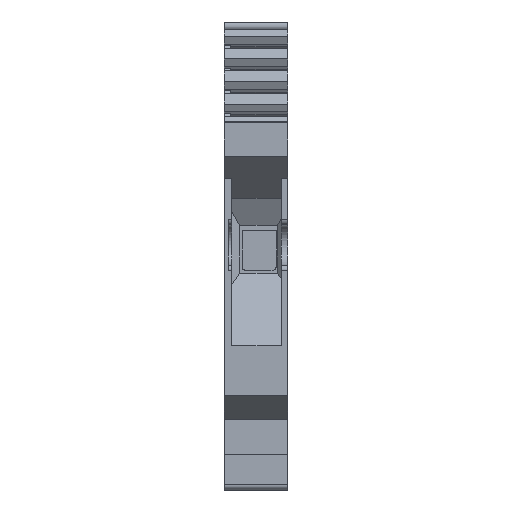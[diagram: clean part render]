
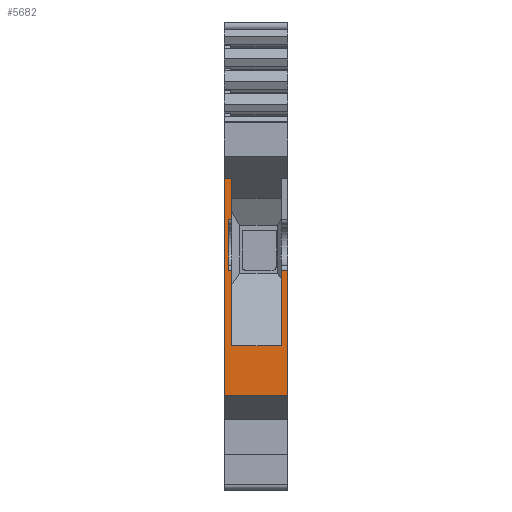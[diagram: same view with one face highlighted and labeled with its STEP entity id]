
A CAD part, left-side view. The second image highlights one B-rep face of the part: STEP entity #5682.
In plain terms, the highlighted planar face has unit normal (-1, 0, 0).
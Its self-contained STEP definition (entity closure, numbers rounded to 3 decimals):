
#135=LINE('',#7868,#802);
#148=LINE('',#7913,#815);
#154=LINE('',#7931,#821);
#204=LINE('',#8059,#871);
#397=LINE('',#8571,#1064);
#420=LINE('',#8619,#1087);
#421=LINE('',#8621,#1088);
#427=LINE('',#8633,#1094);
#559=LINE('',#8925,#1226);
#693=LINE('',#9231,#1360);
#694=LINE('',#9233,#1361);
#695=LINE('',#9235,#1362);
#802=VECTOR('',#6288,1000.);
#815=VECTOR('',#6333,1000.);
#821=VECTOR('',#6353,1000.);
#871=VECTOR('',#6455,1000.);
#1064=VECTOR('',#6922,1000.);
#1087=VECTOR('',#6961,1000.);
#1088=VECTOR('',#6964,1000.);
#1094=VECTOR('',#6972,1000.);
#1226=VECTOR('',#7250,1000.);
#1360=VECTOR('',#7552,1000.);
#1361=VECTOR('',#7555,1000.);
#1362=VECTOR('',#7558,1000.);
#2861=ORIENTED_EDGE('',*,*,#3806,.F.);
#2862=ORIENTED_EDGE('',*,*,#3219,.F.);
#2863=ORIENTED_EDGE('',*,*,#3496,.F.);
#2864=ORIENTED_EDGE('',*,*,#3808,.F.);
#2865=ORIENTED_EDGE('',*,*,#3497,.T.);
#2866=ORIENTED_EDGE('',*,*,#3148,.F.);
#2867=ORIENTED_EDGE('',*,*,#3126,.F.);
#2868=ORIENTED_EDGE('',*,*,#3157,.T.);
#2869=ORIENTED_EDGE('',*,*,#3503,.T.);
#2870=ORIENTED_EDGE('',*,*,#3651,.F.);
#2871=ORIENTED_EDGE('',*,*,#3807,.T.);
#2872=ORIENTED_EDGE('',*,*,#3471,.T.);
#3126=EDGE_CURVE('',#3939,#3940,#135,.T.);
#3148=EDGE_CURVE('',#3940,#3954,#148,.T.);
#3157=EDGE_CURVE('',#3939,#3960,#154,.T.);
#3219=EDGE_CURVE('',#4013,#4014,#204,.T.);
#3471=EDGE_CURVE('',#4195,#4194,#397,.T.);
#3496=EDGE_CURVE('',#4211,#4013,#420,.T.);
#3497=EDGE_CURVE('',#4212,#3954,#421,.T.);
#3503=EDGE_CURVE('',#3960,#4216,#427,.T.);
#3651=EDGE_CURVE('',#4303,#4216,#559,.T.);
#3806=EDGE_CURVE('',#4014,#4194,#693,.T.);
#3807=EDGE_CURVE('',#4303,#4195,#694,.T.);
#3808=EDGE_CURVE('',#4212,#4211,#695,.T.);
#3939=VERTEX_POINT('',#7867);
#3940=VERTEX_POINT('',#7869);
#3954=VERTEX_POINT('',#7910);
#3960=VERTEX_POINT('',#7930);
#4013=VERTEX_POINT('',#8060);
#4014=VERTEX_POINT('',#8061);
#4194=VERTEX_POINT('',#8570);
#4195=VERTEX_POINT('',#8572);
#4211=VERTEX_POINT('',#8618);
#4212=VERTEX_POINT('',#8622);
#4216=VERTEX_POINT('',#8632);
#4303=VERTEX_POINT('',#8924);
#4856=EDGE_LOOP('',(#2861,#2862,#2863,#2864,#2865,#2866,#2867,#2868,#2869,
#2870,#2871,#2872));
#5167=FACE_BOUND('',#4856,.T.);
#5398=PLANE('',#6123);
#5682=ADVANCED_FACE('',(#5167),#5398,.T.);
#6123=AXIS2_PLACEMENT_3D('',#9234,#7556,#7557);
#6288=DIRECTION('',(0.,0.,-1.));
#6333=DIRECTION('',(0.,-1.,0.));
#6353=DIRECTION('',(0.,-1.,0.));
#6455=DIRECTION('',(0.,-1.,0.));
#6922=DIRECTION('',(0.,-1.,0.));
#6961=DIRECTION('',(0.,0.,1.));
#6964=DIRECTION('',(0.,0.,1.));
#6972=DIRECTION('',(0.,0.,1.));
#7250=DIRECTION('',(0.,-1.,0.));
#7552=DIRECTION('',(0.,0.,-1.));
#7555=DIRECTION('',(0.,0.,-1.));
#7556=DIRECTION('',(-1.,0.,0.));
#7557=DIRECTION('',(0.,0.,1.));
#7558=DIRECTION('',(0.,-1.,0.));
#7867=CARTESIAN_POINT('',(-21.5,5.8,8.88));
#7868=CARTESIAN_POINT('',(-21.5,5.8,3.88));
#7869=CARTESIAN_POINT('',(-21.5,5.8,3.88));
#7910=CARTESIAN_POINT('',(-21.5,5.5,3.88));
#7913=CARTESIAN_POINT('',(-21.5,5.8,3.88));
#7930=CARTESIAN_POINT('',(-21.5,5.5,8.88));
#7931=CARTESIAN_POINT('',(-21.5,5.8,8.88));
#8059=CARTESIAN_POINT('',(-21.5,5.8,3.88));
#8060=CARTESIAN_POINT('',(-21.5,0.6,3.88));
#8061=CARTESIAN_POINT('',(-21.5,0.,3.88));
#8570=CARTESIAN_POINT('',(-21.5,0.,-8.42));
#8571=CARTESIAN_POINT('',(-21.5,6.2,-8.42));
#8572=CARTESIAN_POINT('',(-21.5,6.2,-8.42));
#8618=CARTESIAN_POINT('',(-21.5,0.6,-3.561));
#8619=CARTESIAN_POINT('',(-21.5,0.6,12.944));
#8621=CARTESIAN_POINT('',(-21.5,5.5,12.944));
#8622=CARTESIAN_POINT('',(-21.5,5.5,-3.561));
#8632=CARTESIAN_POINT('',(-21.5,5.5,12.944));
#8633=CARTESIAN_POINT('',(-21.5,5.5,12.944));
#8924=CARTESIAN_POINT('',(-21.5,6.2,12.944));
#8925=CARTESIAN_POINT('',(-21.5,6.2,12.944));
#9231=CARTESIAN_POINT('',(-21.5,0.,-6.42));
#9233=CARTESIAN_POINT('',(-21.5,6.2,-6.42));
#9234=CARTESIAN_POINT('',(-21.5,6.2,-6.42));
#9235=CARTESIAN_POINT('',(-21.5,69.117,-3.561));
